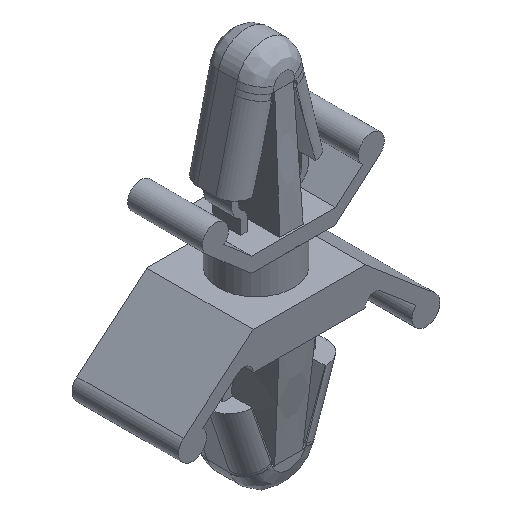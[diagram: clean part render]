
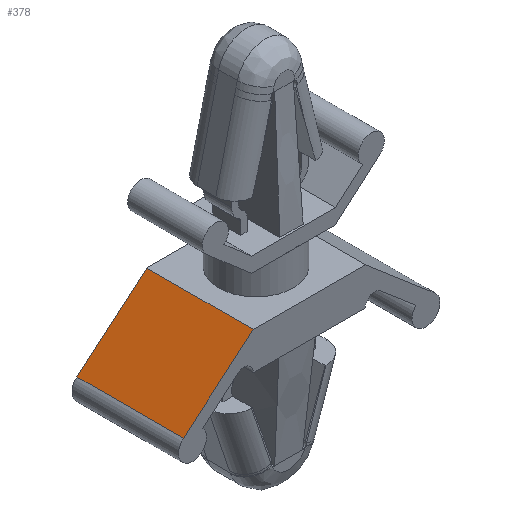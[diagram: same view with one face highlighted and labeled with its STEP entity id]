
A CAD part, isometric view. The second image highlights one B-rep face of the part: STEP entity #378.
In plain terms, the highlighted planar face has unit normal (-0.648, 0, 0.762).
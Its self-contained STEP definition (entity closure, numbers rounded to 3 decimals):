
#378 = ADVANCED_FACE( '', ( #763 ), #764, .T. );
#763 = FACE_OUTER_BOUND( '', #1834, .T. );
#764 = PLANE( '', #1835 );
#1834 = EDGE_LOOP( '', ( #2977, #2978, #2979, #2980 ) );
#1835 = AXIS2_PLACEMENT_3D( '', #2981, #2982, #2983 );
#2977 = ORIENTED_EDGE( '', *, *, #3394, .F. );
#2978 = ORIENTED_EDGE( '', *, *, #3039, .F. );
#2979 = ORIENTED_EDGE( '', *, *, #3137, .T. );
#2980 = ORIENTED_EDGE( '', *, *, #3282, .T. );
#2981 = CARTESIAN_POINT( '', ( -3., -2.85, -0.3 ) );
#2982 = DIRECTION( '', ( -0.648, 0., 0.762 ) );
#2983 = DIRECTION( '', ( 0.762, 0., 0.648 ) );
#3039 = EDGE_CURVE( '', #3492, #3488, #3494, .T. );
#3137 = EDGE_CURVE( '', #3492, #3665, #3666, .T. );
#3282 = EDGE_CURVE( '', #3665, #3889, #3891, .T. );
#3394 = EDGE_CURVE( '', #3488, #3889, #4032, .T. );
#3488 = VERTEX_POINT( '', #4134 );
#3492 = VERTEX_POINT( '', #4139 );
#3494 = LINE( '', #4141, #4142 );
#3665 = VERTEX_POINT( '', #4355 );
#3666 = LINE( '', #4356, #4357 );
#3889 = VERTEX_POINT( '', #4698 );
#3891 = LINE( '', #4701, #4702 );
#4032 = LINE( '', #4936, #4937 );
#4134 = CARTESIAN_POINT( '', ( -6.736, 2.85, -3.479 ) );
#4139 = CARTESIAN_POINT( '', ( -6.736, -2.85, -3.479 ) );
#4141 = CARTESIAN_POINT( '', ( -6.736, -2.85, -3.479 ) );
#4142 = VECTOR( '', #5058, 1000. );
#4355 = CARTESIAN_POINT( '', ( -3., -2.85, -0.3 ) );
#4356 = CARTESIAN_POINT( '', ( -3., -2.85, -0.3 ) );
#4357 = VECTOR( '', #5218, 1000. );
#4698 = CARTESIAN_POINT( '', ( -3., 2.85, -0.3 ) );
#4701 = CARTESIAN_POINT( '', ( -3., -2.85, -0.3 ) );
#4702 = VECTOR( '', #5398, 1000. );
#4936 = CARTESIAN_POINT( '', ( -3., 2.85, -0.3 ) );
#4937 = VECTOR( '', #5516, 1000. );
#5058 = DIRECTION( '', ( 0., 1., 0. ) );
#5218 = DIRECTION( '', ( 0.762, 0., 0.648 ) );
#5398 = DIRECTION( '', ( 0., 1., 0. ) );
#5516 = DIRECTION( '', ( 0.762, 0., 0.648 ) );
